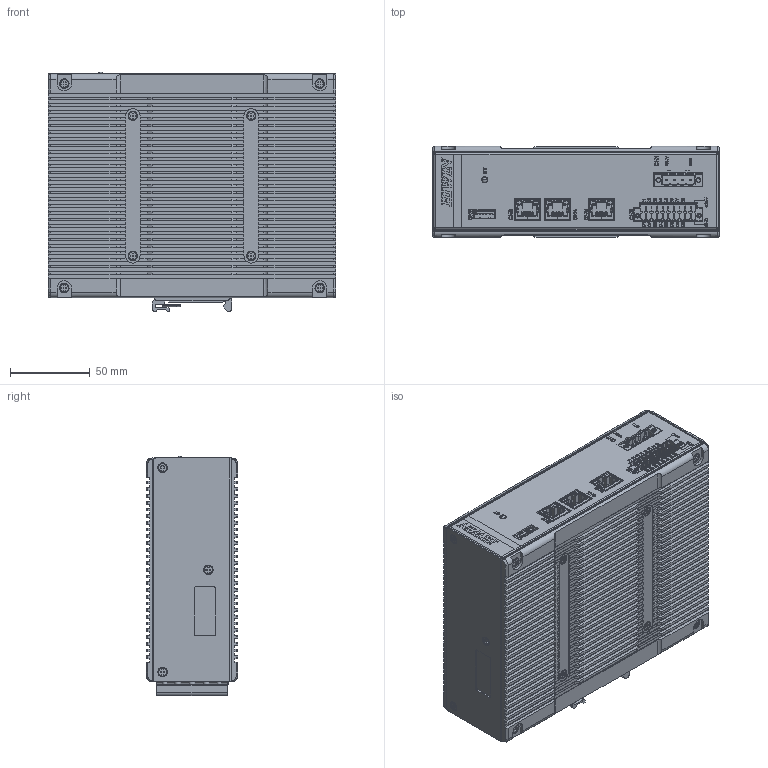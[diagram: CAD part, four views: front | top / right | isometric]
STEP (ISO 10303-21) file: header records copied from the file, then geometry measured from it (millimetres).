
FILE_DESCRIPTION (( 'STEP AP203' ), '1' );
FILE_NAME ('HIMC.STEP', '2019-07-11T02:35:54', ( 'user' ), ( 'Hewlett-Packard Company' ), 'SwSTEP 2.0', 'SolidWorks 2015', '' );
FILE_SCHEMA (( 'CONFIG_CONTROL_DESIGN' ));
Length unit declared in the file: millimetre
Products named in the file (1): HIMC
Bounding box: 180 x 57 x 149.7 mm (x, y, z)
Surface area: 318789.8 mm2 (no closed solid volume)
Topology: 0 solids, 129 shells, 2962 faces, 13021 edges, 10204 vertices
Faces by surface type: plane 2295, cylinder 507, cone 141, bspline 13, torus 6
Entity records: 143776 total; most frequent: CARTESIAN_POINT 40280, ORIENTED_EDGE 21083, DIRECTION 18962, EDGE_CURVE 13009, VERTEX_POINT 10204, VECTOR 9112, LINE 9112, AXIS2_PLACEMENT_3D 4925
